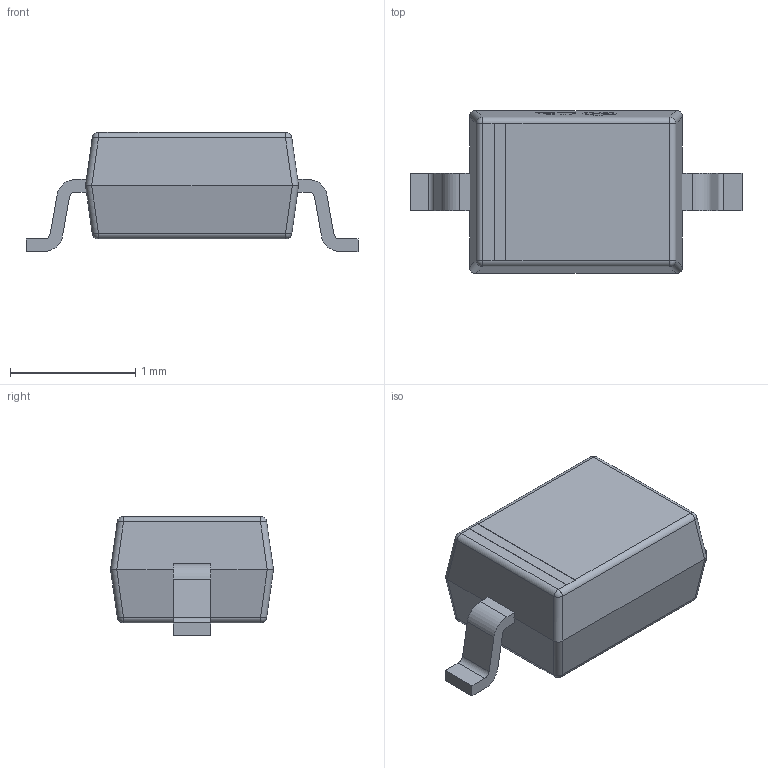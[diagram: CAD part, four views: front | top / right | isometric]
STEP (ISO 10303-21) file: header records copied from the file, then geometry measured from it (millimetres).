
FILE_DESCRIPTION (( 'STEP AP214' ), '1' );
FILE_NAME ('錨璃2.STEP', '2025-04-23T05:52:46', ( '' ), ( '' ), 'SwSTEP 2.0', 'SolidWorks 2021', '' );
FILE_SCHEMA (( 'AUTOMOTIVE_DESIGN' ));
Length unit declared in the file: millimetre
Products named in the file (1): 錨璃2
Bounding box: 2.65 x 1.3 x 0.95 mm (x, y, z)
Volume: 1.8 mm3; surface area: 9.8 mm2
Topology: 1 solids, 1 shells, 288 faces, 769 edges, 502 vertices
Faces by surface type: plane 158, bspline 98, cylinder 24, sphere 8
Entity records: 12595 total; most frequent: CARTESIAN_POINT 2878, ORIENTED_EDGE 1538, DIRECTION 991, EDGE_CURVE 769, LINE 521, VECTOR 521, VERTEX_POINT 502, EDGE_LOOP 307
